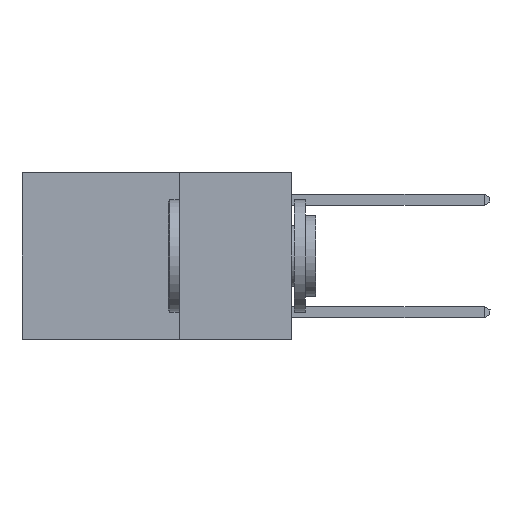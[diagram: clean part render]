
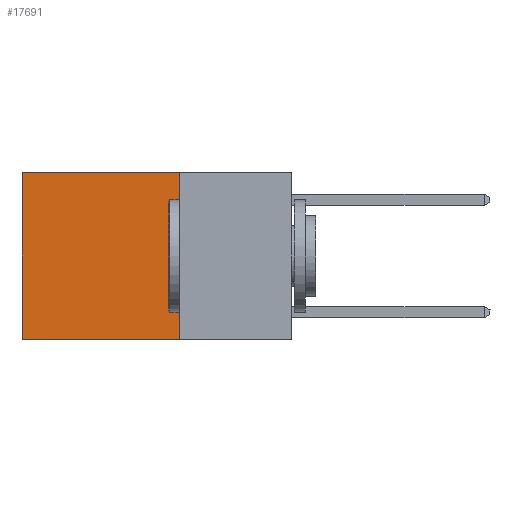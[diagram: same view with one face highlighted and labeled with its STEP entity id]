
A CAD part, left-side view. The second image highlights one B-rep face of the part: STEP entity #17691.
In plain terms, the highlighted planar face has unit normal (-1, 0, 0).
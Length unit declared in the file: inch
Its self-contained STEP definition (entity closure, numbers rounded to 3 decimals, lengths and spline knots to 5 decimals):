
#334 = FACE_OUTER_BOUND ( 'NONE', #15526, .T. ) ;
#825 = VECTOR ( 'NONE', #11279, 39.37008 ) ;
#1476 = AXIS2_PLACEMENT_3D ( 'NONE', #10771, #15490, #5964 ) ;
#3369 = CARTESIAN_POINT ( 'NONE',  ( 0.2625, 0.25, -0.37 ) ) ;
#3812 = CARTESIAN_POINT ( 'NONE',  ( 0.2625, 0.25, 0. ) ) ;
#4050 = EDGE_CURVE ( 'NONE', #16322, #6207, #7891, .T. ) ;
#4333 = PLANE ( 'NONE',  #1476 ) ;
#4560 = DIRECTION ( 'NONE',  ( 0., 0., -1. ) ) ;
#5361 = ORIENTED_EDGE ( 'NONE', *, *, #4050, .F. ) ;
#5964 = DIRECTION ( 'NONE',  ( 0., 0., -1. ) ) ;
#6207 = VERTEX_POINT ( 'NONE', #3369 ) ;
#6393 = CARTESIAN_POINT ( 'NONE',  ( 0.2625, 0.25, -0.37 ) ) ;
#6784 = EDGE_CURVE ( 'NONE', #6207, #16061, #11023, .T. ) ;
#6793 = VECTOR ( 'NONE', #13982, 39.37008 ) ;
#7891 = LINE ( 'NONE', #9458, #19660 ) ;
#9458 = CARTESIAN_POINT ( 'NONE',  ( 0.2625, 0.25, 0. ) ) ;
#9472 = ORIENTED_EDGE ( 'NONE', *, *, #6784, .F. ) ;
#9956 = ORIENTED_EDGE ( 'NONE', *, *, #17710, .T. ) ;
#10771 = CARTESIAN_POINT ( 'NONE',  ( 0.2625, 0.25, 0. ) ) ;
#10843 = CARTESIAN_POINT ( 'NONE',  ( 0.2625, 0.25, 0. ) ) ;
#11023 = LINE ( 'NONE', #6393, #825 ) ;
#11087 = LINE ( 'NONE', #19922, #6793 ) ;
#11249 = CARTESIAN_POINT ( 'NONE',  ( 0.2625, 0.6, -0.37 ) ) ;
#11279 = DIRECTION ( 'NONE',  ( 0., 1., 0. ) ) ;
#11819 = VECTOR ( 'NONE', #12474, 39.37008 ) ;
#12474 = DIRECTION ( 'NONE',  ( 0., 1., 0. ) ) ;
#13982 = DIRECTION ( 'NONE',  ( 0., 0., -1. ) ) ;
#14760 = ORIENTED_EDGE ( 'NONE', *, *, #17134, .T. ) ;
#15490 = DIRECTION ( 'NONE',  ( 1., 0., 0. ) ) ;
#15526 = EDGE_LOOP ( 'NONE', ( #14760, #9472, #5361, #9956 ) ) ;
#16061 = VERTEX_POINT ( 'NONE', #11249 ) ;
#16322 = VERTEX_POINT ( 'NONE', #3812 ) ;
#17134 = EDGE_CURVE ( 'NONE', #20230, #16061, #11087, .T. ) ;
#17347 = LINE ( 'NONE', #10843, #11819 ) ;
#17456 = CARTESIAN_POINT ( 'NONE',  ( 0.2625, 0.6, 0. ) ) ;
#17691 = ADVANCED_FACE ( 'NONE', ( #334 ), #4333, .F. ) ;
#17710 = EDGE_CURVE ( 'NONE', #16322, #20230, #17347, .T. ) ;
#19660 = VECTOR ( 'NONE', #4560, 39.37008 ) ;
#19922 = CARTESIAN_POINT ( 'NONE',  ( 0.2625, 0.6, 0. ) ) ;
#20230 = VERTEX_POINT ( 'NONE', #17456 ) ;
